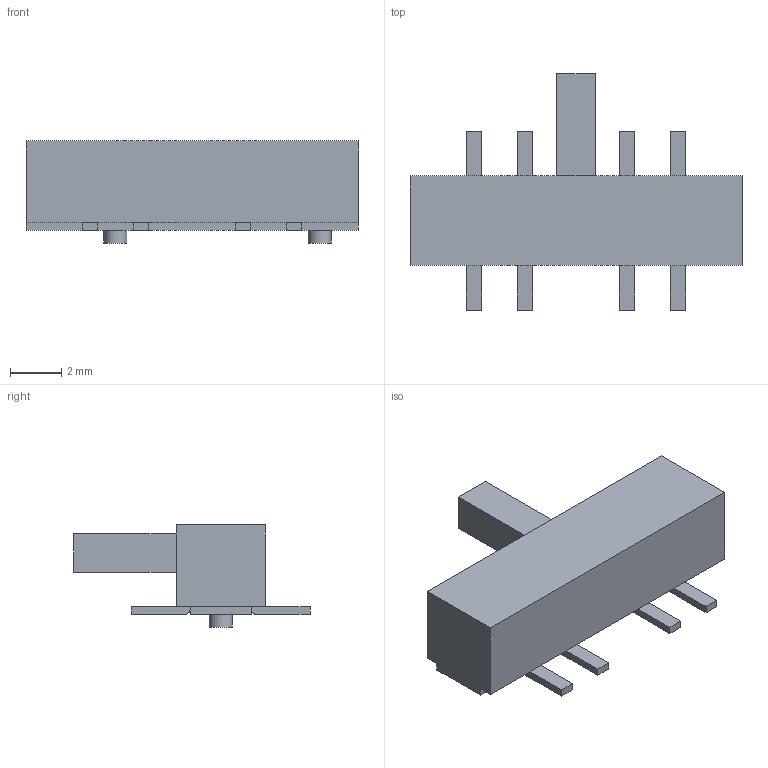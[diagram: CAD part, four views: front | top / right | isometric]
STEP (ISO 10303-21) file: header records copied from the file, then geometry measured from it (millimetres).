
FILE_DESCRIPTION(('HOOPS Exchange Step'),'2;1');
FILE_NAME('temp_export','2023-10-18T09:58:16+08:00',('lyan'),('Shapr3D Limited'),'HOOPS Exchange 2022.2','Shapr3D','Authorized');
FILE_SCHEMA( ('AUTOMOTIVE_DESIGN { 1 0 10303 214 1 1 1 1 }') );
Length unit declared in the file: millimetre
Products named in the file (3): 2; SW_STDT_K3_2336S-F1-3d.step; root
Assembly tree (2 placements, depth 3):
  root
    SW_STDT_K3_2336S-F1-3d.step
      2
Bounding box: 13 x 9.25 x 4 mm (x, y, z)
Volume: 168.2 mm3; surface area: 333.2 mm2
Topology: 10 solids, 10 shells, 117 faces, 282 edges, 188 vertices
Faces by surface type: plane 83, cylinder 34
Full cylindrical faces by diameter (mm): 0.9 x2
Entity records: 3487 total; most frequent: CARTESIAN_POINT 590, DIRECTION 590, ORIENTED_EDGE 564, EDGE_CURVE 282, VECTOR 214, LINE 214, AXIS2_PLACEMENT_3D 188, VERTEX_POINT 188
